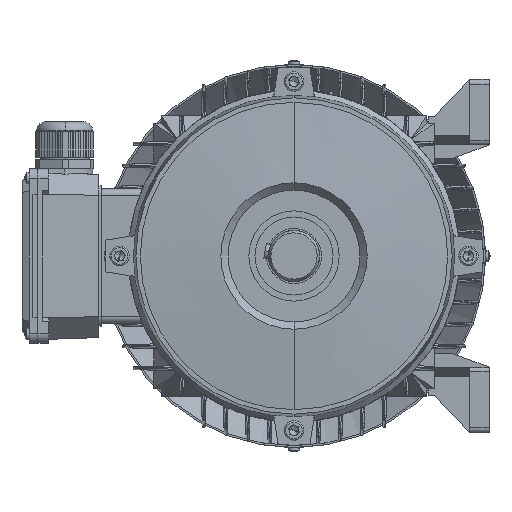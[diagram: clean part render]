
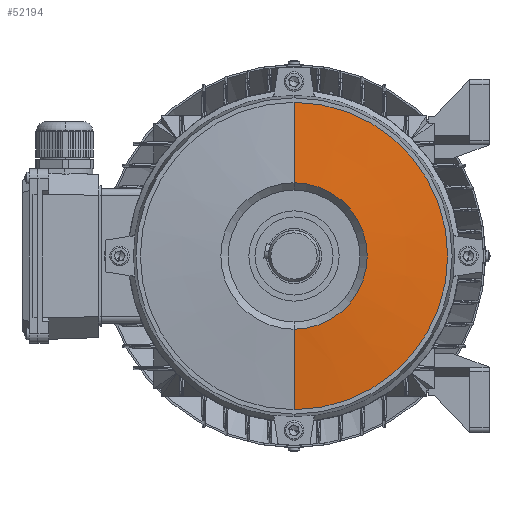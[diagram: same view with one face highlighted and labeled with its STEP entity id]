
A CAD part, left-side view. The second image highlights one B-rep face of the part: STEP entity #52194.
In plain terms, the highlighted conical face has half-angle 85 degrees and reference radius 126 mm.
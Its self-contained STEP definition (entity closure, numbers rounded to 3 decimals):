
#34673 = DIRECTION ( 'NONE',  ( 0.087, 0., -0.996 ) ) ;
#34674 = VECTOR ( 'NONE', #34673, 1000. ) ;
#34675 = CARTESIAN_POINT ( 'NONE',  ( 5.774, 0., -126. ) ) ;
#34676 = LINE ( 'NONE', #34675, #34674 ) ;
#34728 = CARTESIAN_POINT ( 'NONE',  ( 5.774, 0., -126. ) ) ;
#34734 = CARTESIAN_POINT ( 'NONE',  ( 5.774, 0., 126. ) ) ;
#34851 = DIRECTION ( 'NONE',  ( 0.087, 0., 0.996 ) ) ;
#34852 = VECTOR ( 'NONE', #34851, 1000. ) ;
#34853 = CARTESIAN_POINT ( 'NONE',  ( 5.774, 0., 126. ) ) ;
#34854 = LINE ( 'NONE', #34853, #34852 ) ;
#34908 = DIRECTION ( 'NONE',  ( 0., 0., 1. ) ) ;
#34909 = DIRECTION ( 'NONE',  ( -1., 0., 0. ) ) ;
#34910 = CARTESIAN_POINT ( 'NONE',  ( 0., 0., 0. ) ) ;
#34911 = AXIS2_PLACEMENT_3D ( 'NONE', #34910, #34909, #34908 ) ;
#34912 = CIRCLE ( 'NONE', #34911, 60. ) ;
#34960 = CARTESIAN_POINT ( 'NONE',  ( 0., 0., -60. ) ) ;
#34961 = CARTESIAN_POINT ( 'NONE',  ( 0., 0., 60. ) ) ;
#36175 = DIRECTION ( 'NONE',  ( 0., 0., 1. ) ) ;
#36176 = DIRECTION ( 'NONE',  ( -1., 0., 0. ) ) ;
#36177 = CARTESIAN_POINT ( 'NONE',  ( 5.774, 0., 0. ) ) ;
#36178 = AXIS2_PLACEMENT_3D ( 'NONE', #36177, #36176, #36175 ) ;
#36179 = CIRCLE ( 'NONE', #36178, 126. ) ;
#36205 = DIRECTION ( 'NONE',  ( 0., 0., -1. ) ) ;
#36206 = DIRECTION ( 'NONE',  ( 1., 0., 0. ) ) ;
#36207 = AXIS2_PLACEMENT_3D ( 'NONE', #36209, #36206, #36205 ) ;
#36208 = CONICAL_SURFACE ( 'NONE', #36207, 126., 1.484 ) ;
#36209 = CARTESIAN_POINT ( 'NONE',  ( 5.774, 0., 0. ) ) ;
#36210 = FACE_OUTER_BOUND ( 'NONE', #52138, .T. ) ;
#50617 = EDGE_CURVE ( 'NONE', #50956, #50693, #34676, .T. ) ;
#50688 = VERTEX_POINT ( 'NONE', #34734 ) ;
#50693 = VERTEX_POINT ( 'NONE', #34728 ) ;
#50813 = EDGE_CURVE ( 'NONE', #50953, #50688, #34854, .T. ) ;
#50886 = EDGE_CURVE ( 'NONE', #50956, #50953, #34912, .T. ) ;
#50953 = VERTEX_POINT ( 'NONE', #34961 ) ;
#50956 = VERTEX_POINT ( 'NONE', #34960 ) ;
#52138 = EDGE_LOOP ( 'NONE', ( #52142, #52146, #52152, #52160 ) ) ;
#52142 = ORIENTED_EDGE ( 'NONE', *, *, #50813, .F. ) ;
#52146 = ORIENTED_EDGE ( 'NONE', *, *, #50886, .F. ) ;
#52152 = ORIENTED_EDGE ( 'NONE', *, *, #50617, .T. ) ;
#52160 = ORIENTED_EDGE ( 'NONE', *, *, #52164, .T. ) ;
#52164 = EDGE_CURVE ( 'NONE', #50693, #50688, #36179, .T. ) ;
#52194 = ADVANCED_FACE ( 'NONE', ( #36210 ), #36208, .T. ) ;
